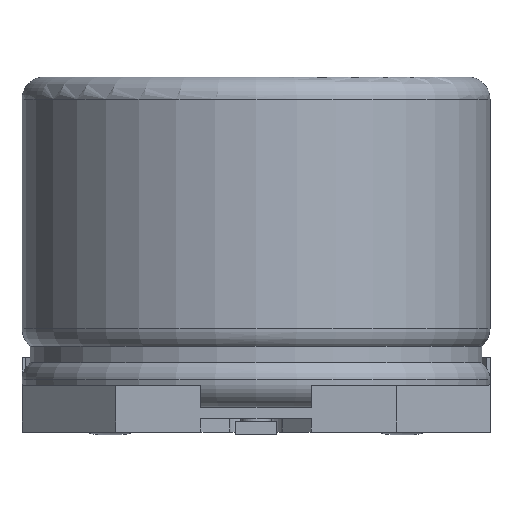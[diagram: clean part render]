
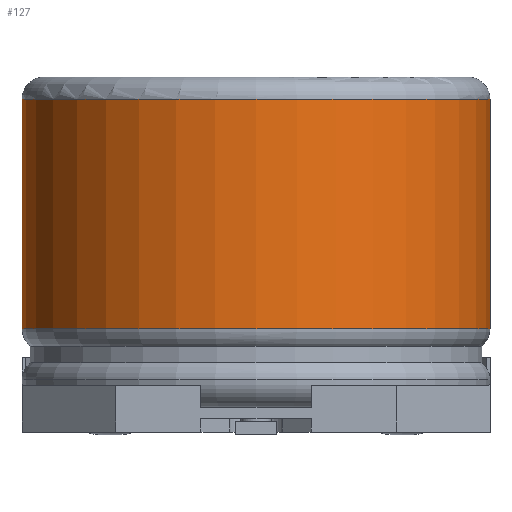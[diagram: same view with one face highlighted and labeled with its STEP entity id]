
A CAD part, left-side view. The second image highlights one B-rep face of the part: STEP entity #127.
In plain terms, the highlighted cylindrical face has radius 4.25 mm (diameter 8.5 mm), a full revolution.
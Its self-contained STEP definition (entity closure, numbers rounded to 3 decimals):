
#127=ADVANCED_FACE('',(#799,#801),#803,.T.);
#799=FACE_OUTER_BOUND('',#800,.T.);
#800=EDGE_LOOP('',(#1738));
#801=FACE_OUTER_BOUND('',#802,.T.);
#802=EDGE_LOOP('',(#1739));
#803=CYLINDRICAL_SURFACE('',#804,4.25);
#804=AXIS2_PLACEMENT_3D('',#805,#806,#807);
#805=CARTESIAN_POINT('',(3.1,0.,6.1));
#806=DIRECTION('',(0.,0.,-1.));
#807=DIRECTION('',(-1.,0.,0.));
#1738=ORIENTED_EDGE('',*,*,#2058,.T.);
#1739=ORIENTED_EDGE('',*,*,#2061,.F.);
#2058=EDGE_CURVE('',#2232,#2232,#2233,.T.);
#2061=EDGE_CURVE('',#2236,#2236,#2237,.T.);
#2232=VERTEX_POINT('',#2555);
#2233=CIRCLE('',#2556,4.25);
#2236=VERTEX_POINT('',#2567);
#2237=CIRCLE('',#2568,4.25);
#2555=CARTESIAN_POINT('',(-1.15,0.,6.1));
#2556=AXIS2_PLACEMENT_3D('',#2557,#2558,#2559);
#2557=CARTESIAN_POINT('',(3.1,0.,6.1));
#2558=DIRECTION('',(0.,0.,-1.));
#2559=DIRECTION('',(-1.,0.,0.));
#2567=CARTESIAN_POINT('',(-1.15,0.,1.924));
#2568=AXIS2_PLACEMENT_3D('',#2569,#2570,#2571);
#2569=CARTESIAN_POINT('',(3.1,0.,1.924));
#2570=DIRECTION('',(0.,0.,-1.));
#2571=DIRECTION('',(-1.,0.,0.));
